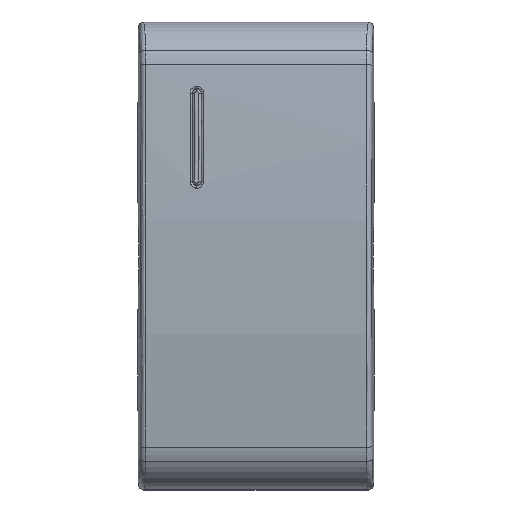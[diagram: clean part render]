
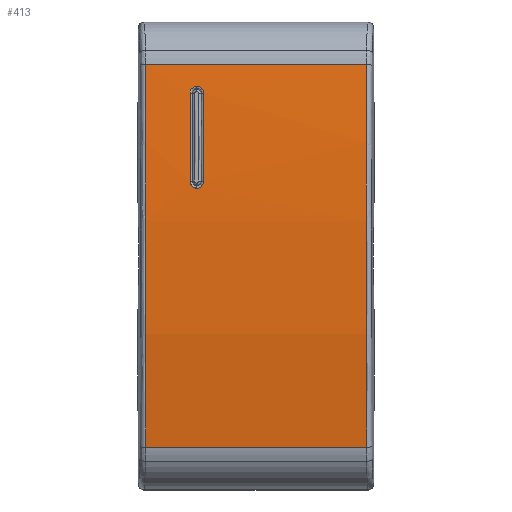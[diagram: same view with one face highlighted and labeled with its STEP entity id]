
A CAD part, top view. The second image highlights one B-rep face of the part: STEP entity #413.
In plain terms, the highlighted cylindrical face has radius 140 mm (diameter 280 mm), a partial arc.
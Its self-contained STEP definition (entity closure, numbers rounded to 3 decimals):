
#331=AXIS2_PLACEMENT_3D('Cylinder Axis2P3D',#328,#329,#330) ;
#50=CARTESIAN_POINT('Vertex',(10.271,-17.774,7.036)) ;
#53=CARTESIAN_POINT('Line Origine',(0.659,-17.774,7.036)) ;
#57=CARTESIAN_POINT('Vertex',(-10.271,-17.774,7.036)) ;
#309=CARTESIAN_POINT('Vertex',(10.271,17.774,7.036)) ;
#313=CARTESIAN_POINT('Control Point',(10.271,-17.774,7.036)) ;
#314=CARTESIAN_POINT('Control Point',(10.24,-10.703,7.941)) ;
#315=CARTESIAN_POINT('Control Point',(10.224,-3.574,8.396)) ;
#316=CARTESIAN_POINT('Control Point',(10.224,3.574,8.396)) ;
#317=CARTESIAN_POINT('Control Point',(10.24,10.703,7.941)) ;
#318=CARTESIAN_POINT('Control Point',(10.271,17.774,7.036)) ;
#328=CARTESIAN_POINT('Axis2P3D Location',(0.,0.,-131.831)) ;
#333=CARTESIAN_POINT('Line Origine',(0.,17.774,7.036)) ;
#337=CARTESIAN_POINT('Vertex',(-10.271,17.774,7.036)) ;
#341=CARTESIAN_POINT('Control Point',(-10.271,-17.774,7.036)) ;
#342=CARTESIAN_POINT('Control Point',(-10.232,-8.935,8.167)) ;
#343=CARTESIAN_POINT('Control Point',(-10.219,0.,8.549)) ;
#344=CARTESIAN_POINT('Control Point',(-10.232,8.935,8.167)) ;
#345=CARTESIAN_POINT('Control Point',(-10.271,17.774,7.036)) ;
#354=CARTESIAN_POINT('Control Point',(-4.872,15.121,7.35)) ;
#355=CARTESIAN_POINT('Control Point',(-4.873,12.391,7.647)) ;
#356=CARTESIAN_POINT('Control Point',(-4.875,9.652,7.863)) ;
#357=CARTESIAN_POINT('Control Point',(-4.879,6.909,7.998)) ;
#358=CARTESIAN_POINT('Vertex',(-4.872,15.121,7.35)) ;
#360=CARTESIAN_POINT('Vertex',(-4.879,6.909,7.998)) ;
#364=CARTESIAN_POINT('Control Point',(-4.879,6.909,7.998)) ;
#365=CARTESIAN_POINT('Control Point',(-4.879,6.666,8.01)) ;
#366=CARTESIAN_POINT('Control Point',(-5.008,6.419,8.022)) ;
#367=CARTESIAN_POINT('Control Point',(-5.256,6.288,8.028)) ;
#368=CARTESIAN_POINT('Control Point',(-5.5,6.288,8.028)) ;
#369=CARTESIAN_POINT('Vertex',(-5.5,6.288,8.028)) ;
#373=CARTESIAN_POINT('Control Point',(-5.5,6.288,8.028)) ;
#374=CARTESIAN_POINT('Control Point',(-5.744,6.288,8.028)) ;
#375=CARTESIAN_POINT('Control Point',(-5.992,6.419,8.022)) ;
#376=CARTESIAN_POINT('Control Point',(-6.121,6.666,8.01)) ;
#377=CARTESIAN_POINT('Control Point',(-6.121,6.909,7.998)) ;
#378=CARTESIAN_POINT('Vertex',(-6.121,6.909,7.998)) ;
#382=CARTESIAN_POINT('Control Point',(-6.128,15.121,7.35)) ;
#383=CARTESIAN_POINT('Control Point',(-6.127,12.391,7.647)) ;
#384=CARTESIAN_POINT('Control Point',(-6.125,9.652,7.863)) ;
#385=CARTESIAN_POINT('Control Point',(-6.121,6.909,7.998)) ;
#386=CARTESIAN_POINT('Vertex',(-6.128,15.121,7.35)) ;
#390=CARTESIAN_POINT('Control Point',(-6.128,15.121,7.35)) ;
#391=CARTESIAN_POINT('Control Point',(-6.128,15.367,7.323)) ;
#392=CARTESIAN_POINT('Control Point',(-5.998,15.616,7.296)) ;
#393=CARTESIAN_POINT('Control Point',(-5.747,15.75,7.28)) ;
#394=CARTESIAN_POINT('Control Point',(-5.5,15.75,7.28)) ;
#395=CARTESIAN_POINT('Vertex',(-5.5,15.75,7.28)) ;
#399=CARTESIAN_POINT('Control Point',(-5.5,15.75,7.28)) ;
#400=CARTESIAN_POINT('Control Point',(-5.253,15.75,7.28)) ;
#401=CARTESIAN_POINT('Control Point',(-5.002,15.616,7.296)) ;
#402=CARTESIAN_POINT('Control Point',(-4.872,15.367,7.323)) ;
#403=CARTESIAN_POINT('Control Point',(-4.872,15.121,7.35)) ;
#54=DIRECTION('Vector Direction',(1.,0.,0.)) ;
#329=DIRECTION('Axis2P3D Direction',(1.,0.,0.)) ;
#330=DIRECTION('Axis2P3D XDirection',(0.,0.127,0.992)) ;
#334=DIRECTION('Vector Direction',(1.,0.,0.)) ;
#55=VECTOR('Line Direction',#54,1.) ;
#335=VECTOR('Line Direction',#334,1.) ;
#348=ORIENTED_EDGE('',*,*,#59,.T.) ;
#349=ORIENTED_EDGE('',*,*,#319,.T.) ;
#350=ORIENTED_EDGE('',*,*,#339,.F.) ;
#351=ORIENTED_EDGE('',*,*,#346,.T.) ;
#406=ORIENTED_EDGE('',*,*,#362,.T.) ;
#407=ORIENTED_EDGE('',*,*,#371,.T.) ;
#408=ORIENTED_EDGE('',*,*,#380,.T.) ;
#409=ORIENTED_EDGE('',*,*,#388,.T.) ;
#410=ORIENTED_EDGE('',*,*,#397,.T.) ;
#411=ORIENTED_EDGE('',*,*,#404,.T.) ;
#412=FACE_BOUND('',#405,.T.) ;
#413=ADVANCED_FACE('PartBody',(#352,#412),#332,.T.) ;
#312=B_SPLINE_CURVE_WITH_KNOTS('',5,(#313,#314,#315,#316,#317,#318),.UNSPECIFIED.,.F.,.U.,(6,6),(18.331,68.651),.UNSPECIFIED.) ;
#340=B_SPLINE_CURVE_WITH_KNOTS('',4,(#341,#342,#343,#344,#345),.UNSPECIFIED.,.F.,.U.,(5,5),(18.331,68.651),.UNSPECIFIED.) ;
#353=B_SPLINE_CURVE_WITH_KNOTS('',3,(#354,#355,#356,#357),.UNSPECIFIED.,.F.,.U.,(4,4),(13.85,25.493),.UNSPECIFIED.) ;
#363=B_SPLINE_CURVE_WITH_KNOTS('',4,(#364,#365,#366,#367,#368),.UNSPECIFIED.,.F.,.U.,(5,5),(1.985,3.307),.UNSPECIFIED.) ;
#372=B_SPLINE_CURVE_WITH_KNOTS('',4,(#373,#374,#375,#376,#377),.UNSPECIFIED.,.F.,.U.,(5,5),(1.985,3.308),.UNSPECIFIED.) ;
#381=B_SPLINE_CURVE_WITH_KNOTS('',3,(#382,#383,#384,#385),.UNSPECIFIED.,.F.,.U.,(4,4),(13.85,25.493),.UNSPECIFIED.) ;
#389=B_SPLINE_CURVE_WITH_KNOTS('',4,(#390,#391,#392,#393,#394),.UNSPECIFIED.,.F.,.U.,(5,5),(1.996,3.329),.UNSPECIFIED.) ;
#398=B_SPLINE_CURVE_WITH_KNOTS('',4,(#399,#400,#401,#402,#403),.UNSPECIFIED.,.F.,.U.,(5,5),(2.,3.332),.UNSPECIFIED.) ;
#332=CYLINDRICAL_SURFACE('generated cylinder',#331,140.) ;
#59=EDGE_CURVE('',#58,#51,#56,.T.) ;
#319=EDGE_CURVE('',#51,#310,#312,.T.) ;
#339=EDGE_CURVE('',#338,#310,#336,.T.) ;
#346=EDGE_CURVE('',#338,#58,#340,.F.) ;
#362=EDGE_CURVE('',#359,#361,#353,.T.) ;
#371=EDGE_CURVE('',#361,#370,#363,.T.) ;
#380=EDGE_CURVE('',#370,#379,#372,.T.) ;
#388=EDGE_CURVE('',#379,#387,#381,.F.) ;
#397=EDGE_CURVE('',#387,#396,#389,.T.) ;
#404=EDGE_CURVE('',#396,#359,#398,.T.) ;
#347=EDGE_LOOP('',(#348,#349,#350,#351)) ;
#405=EDGE_LOOP('',(#406,#407,#408,#409,#410,#411)) ;
#352=FACE_OUTER_BOUND('',#347,.T.) ;
#56=LINE('Line',#53,#55) ;
#336=LINE('Line',#333,#335) ;
#51=VERTEX_POINT('',#50) ;
#58=VERTEX_POINT('',#57) ;
#310=VERTEX_POINT('',#309) ;
#338=VERTEX_POINT('',#337) ;
#359=VERTEX_POINT('',#358) ;
#361=VERTEX_POINT('',#360) ;
#370=VERTEX_POINT('',#369) ;
#379=VERTEX_POINT('',#378) ;
#387=VERTEX_POINT('',#386) ;
#396=VERTEX_POINT('',#395) ;
